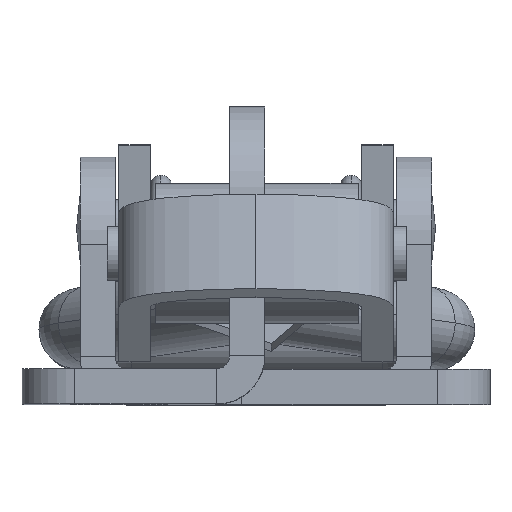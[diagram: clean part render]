
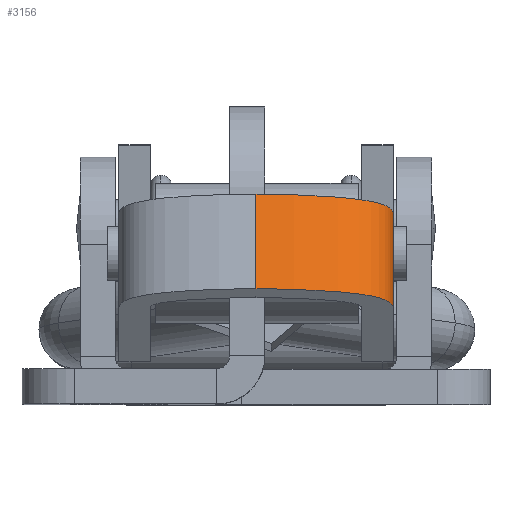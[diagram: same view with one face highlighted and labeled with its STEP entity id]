
A CAD part, top view. The second image highlights one B-rep face of the part: STEP entity #3156.
In plain terms, the highlighted free-form (B-spline) face has degree [3, 1] with [14, 2] control points.
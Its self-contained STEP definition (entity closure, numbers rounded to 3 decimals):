
#17 = EDGE_CURVE ( 'NONE', #2318, #3583, #2444, .T. ) ;
#101 = ORIENTED_EDGE ( 'NONE', *, *, #3569, .F. ) ;
#154 = VERTEX_POINT ( 'NONE', #1251 ) ;
#342 = DIRECTION ( 'NONE',  ( -0.359, 0.933, 0. ) ) ;
#344 = CARTESIAN_POINT ( 'NONE',  ( 45.267, -0.801, -15.6 ) ) ;
#1023 = CARTESIAN_POINT ( 'NONE',  ( 43.256, 4.426, -15.6 ) ) ;
#1028 = CARTESIAN_POINT ( 'NONE',  ( 45.267, -0.801, -15.6 ) ) ;
#1048 = B_SPLINE_SURFACE_WITH_KNOTS ( 'NONE', 3, 1, ( 
 ( #1246, #1804 ),
 ( #1828, #1397 ),
 ( #1389, #1380 ),
 ( #1347, #1391 ),
 ( #1292, #1272 ),
 ( #1267, #1526 ),
 ( #1516, #1503 ),
 ( #1479, #1186 ),
 ( #1165, #1147 ),
 ( #1473, #4278 ),
 ( #3442, #2002 ),
 ( #1117, #1107 ),
 ( #1099, #1080 ),
 ( #1028, #1023 ) ),
 .UNSPECIFIED., .F., .F., .F.,
 ( 4, 1, 1, 1, 1, 1, 1, 1, 1, 1, 1, 4 ),
 ( 2, 2 ),
 ( 0., 0.063, 0.125, 0.25, 0.375, 0.5, 0.625, 0.75, 0.813, 0.875, 0.938, 1. ),
 ( 0., 1. ),
 .UNSPECIFIED. ) ;
#1080 = CARTESIAN_POINT ( 'NONE',  ( 43.56, 4.543, -15.6 ) ) ;
#1099 = CARTESIAN_POINT ( 'NONE',  ( 45.571, -0.684, -15.6 ) ) ;
#1107 = CARTESIAN_POINT ( 'NONE',  ( 44.192, 4.786, -15.467 ) ) ;
#1117 = CARTESIAN_POINT ( 'NONE',  ( 46.202, -0.441, -15.467 ) ) ;
#1147 = CARTESIAN_POINT ( 'NONE',  ( 45.832, 5.416, -13.654 ) ) ;
#1165 = CARTESIAN_POINT ( 'NONE',  ( 47.842, 0.19, -13.654 ) ) ;
#1186 = CARTESIAN_POINT ( 'NONE',  ( 46.183, 5.552, -12.681 ) ) ;
#1246 = CARTESIAN_POINT ( 'NONE',  ( 48.813, 0.563, -7.8 ) ) ;
#1251 = CARTESIAN_POINT ( 'NONE',  ( 48.813, 0.563, -7.8 ) ) ;
#1267 = CARTESIAN_POINT ( 'NONE',  ( 48.646, 0.499, -10.304 ) ) ;
#1272 = CARTESIAN_POINT ( 'NONE',  ( 46.741, 5.766, -9.226 ) ) ;
#1292 = CARTESIAN_POINT ( 'NONE',  ( 48.752, 0.54, -9.226 ) ) ;
#1308 = VERTEX_POINT ( 'NONE', #1312 ) ;
#1312 = CARTESIAN_POINT ( 'NONE',  ( 45.267, -0.801, -15.6 ) ) ;
#1328 = DIRECTION ( 'NONE',  ( -0.359, 0.933, 0. ) ) ;
#1337 = CARTESIAN_POINT ( 'NONE',  ( 46.635, 5.726, -10.304 ) ) ;
#1347 = CARTESIAN_POINT ( 'NONE',  ( 48.795, 0.556, -8.496 ) ) ;
#1380 = CARTESIAN_POINT ( 'NONE',  ( 46.8, 5.789, -8.044 ) ) ;
#1389 = CARTESIAN_POINT ( 'NONE',  ( 48.811, 0.562, -8.044 ) ) ;
#1391 = CARTESIAN_POINT ( 'NONE',  ( 46.785, 5.783, -8.496 ) ) ;
#1397 = CARTESIAN_POINT ( 'NONE',  ( 46.803, 5.79, -7.887 ) ) ;
#1471 = EDGE_CURVE ( 'NONE', #1308, #3583, #4101, .T. ) ;
#1473 = CARTESIAN_POINT ( 'NONE',  ( 47.395, 0.018, -14.42 ) ) ;
#1479 = CARTESIAN_POINT ( 'NONE',  ( 48.193, 0.325, -12.681 ) ) ;
#1503 = CARTESIAN_POINT ( 'NONE',  ( 46.458, 5.658, -11.482 ) ) ;
#1516 = CARTESIAN_POINT ( 'NONE',  ( 48.469, 0.431, -11.482 ) ) ;
#1526 = CARTESIAN_POINT ( 'NONE',  ( 46.635, 5.726, -10.304 ) ) ;
#1577 = VECTOR ( 'NONE', #1328, 1000. ) ;
#1640 = LINE ( 'NONE', #4542, #1577 ) ;
#1804 = CARTESIAN_POINT ( 'NONE',  ( 46.803, 5.79, -7.8 ) ) ;
#1828 = CARTESIAN_POINT ( 'NONE',  ( 48.813, 0.563, -7.887 ) ) ;
#2002 = CARTESIAN_POINT ( 'NONE',  ( 44.905, 5.06, -14.983 ) ) ;
#2196 = ORIENTED_EDGE ( 'NONE', *, *, #17, .F. ) ;
#2318 = VERTEX_POINT ( 'NONE', #4654 ) ;
#2444 = B_SPLINE_CURVE_WITH_KNOTS ( 'NONE', 3,
 ( #3670, #2930, #3547, #3539, #3534, #1337, #3472, #3461, #3362, #3426, #3418, #3367, #3357, #3332 ),
 .UNSPECIFIED., .F., .F.,
 ( 4, 1, 1, 1, 1, 1, 1, 1, 1, 1, 1, 4 ),
 ( 0., 0.063, 0.125, 0.25, 0.375, 0.5, 0.625, 0.75, 0.813, 0.875, 0.938, 1. ),
 .UNSPECIFIED. ) ;
#2456 = VECTOR ( 'NONE', #342, 1000. ) ;
#2809 = EDGE_CURVE ( 'NONE', #154, #1308, #3698, .T. ) ;
#2930 = CARTESIAN_POINT ( 'NONE',  ( 46.803, 5.79, -7.887 ) ) ;
#3156 = ADVANCED_FACE ( 'NONE', ( #3292 ), #1048, .T. ) ;
#3273 = CARTESIAN_POINT ( 'NONE',  ( 45.267, -0.801, -15.6 ) ) ;
#3292 = FACE_OUTER_BOUND ( 'NONE', #4889, .T. ) ;
#3305 = CARTESIAN_POINT ( 'NONE',  ( 45.571, -0.684, -15.6 ) ) ;
#3311 = CARTESIAN_POINT ( 'NONE',  ( 46.202, -0.441, -15.467 ) ) ;
#3329 = CARTESIAN_POINT ( 'NONE',  ( 46.915, -0.167, -14.983 ) ) ;
#3332 = CARTESIAN_POINT ( 'NONE',  ( 43.256, 4.426, -15.6 ) ) ;
#3356 = CARTESIAN_POINT ( 'NONE',  ( 47.395, 0.018, -14.42 ) ) ;
#3357 = CARTESIAN_POINT ( 'NONE',  ( 43.56, 4.543, -15.6 ) ) ;
#3362 = CARTESIAN_POINT ( 'NONE',  ( 45.832, 5.416, -13.654 ) ) ;
#3363 = CARTESIAN_POINT ( 'NONE',  ( 47.842, 0.19, -13.654 ) ) ;
#3365 = CARTESIAN_POINT ( 'NONE',  ( 48.193, 0.325, -12.681 ) ) ;
#3367 = CARTESIAN_POINT ( 'NONE',  ( 44.192, 4.786, -15.467 ) ) ;
#3418 = CARTESIAN_POINT ( 'NONE',  ( 44.905, 5.06, -14.983 ) ) ;
#3426 = CARTESIAN_POINT ( 'NONE',  ( 45.385, 5.245, -14.42 ) ) ;
#3442 = CARTESIAN_POINT ( 'NONE',  ( 46.915, -0.167, -14.983 ) ) ;
#3455 = CARTESIAN_POINT ( 'NONE',  ( 48.469, 0.431, -11.482 ) ) ;
#3461 = CARTESIAN_POINT ( 'NONE',  ( 46.183, 5.552, -12.681 ) ) ;
#3472 = CARTESIAN_POINT ( 'NONE',  ( 46.458, 5.658, -11.482 ) ) ;
#3481 = CARTESIAN_POINT ( 'NONE',  ( 48.646, 0.499, -10.304 ) ) ;
#3491 = CARTESIAN_POINT ( 'NONE',  ( 48.752, 0.54, -9.226 ) ) ;
#3504 = CARTESIAN_POINT ( 'NONE',  ( 48.795, 0.556, -8.496 ) ) ;
#3534 = CARTESIAN_POINT ( 'NONE',  ( 46.741, 5.766, -9.226 ) ) ;
#3539 = CARTESIAN_POINT ( 'NONE',  ( 46.785, 5.783, -8.496 ) ) ;
#3547 = CARTESIAN_POINT ( 'NONE',  ( 46.8, 5.789, -8.044 ) ) ;
#3569 = EDGE_CURVE ( 'NONE', #154, #2318, #1640, .T. ) ;
#3583 = VERTEX_POINT ( 'NONE', #4467 ) ;
#3656 = CARTESIAN_POINT ( 'NONE',  ( 48.811, 0.562, -8.044 ) ) ;
#3670 = CARTESIAN_POINT ( 'NONE',  ( 46.803, 5.79, -7.8 ) ) ;
#3698 = B_SPLINE_CURVE_WITH_KNOTS ( 'NONE', 3,
 ( #3702, #3710, #3656, #3504, #3491, #3481, #3455, #3365, #3363, #3356, #3329, #3311, #3305, #3273 ),
 .UNSPECIFIED., .F., .F.,
 ( 4, 1, 1, 1, 1, 1, 1, 1, 1, 1, 1, 4 ),
 ( 0., 0.063, 0.125, 0.25, 0.375, 0.5, 0.625, 0.75, 0.813, 0.875, 0.938, 1. ),
 .UNSPECIFIED. ) ;
#3702 = CARTESIAN_POINT ( 'NONE',  ( 48.813, 0.563, -7.8 ) ) ;
#3710 = CARTESIAN_POINT ( 'NONE',  ( 48.813, 0.563, -7.887 ) ) ;
#4101 = LINE ( 'NONE', #344, #2456 ) ;
#4278 = CARTESIAN_POINT ( 'NONE',  ( 45.385, 5.245, -14.42 ) ) ;
#4332 = ORIENTED_EDGE ( 'NONE', *, *, #1471, .T. ) ;
#4467 = CARTESIAN_POINT ( 'NONE',  ( 43.256, 4.426, -15.6 ) ) ;
#4542 = CARTESIAN_POINT ( 'NONE',  ( 48.813, 0.563, -7.8 ) ) ;
#4654 = CARTESIAN_POINT ( 'NONE',  ( 46.803, 5.79, -7.8 ) ) ;
#4889 = EDGE_LOOP ( 'NONE', ( #2196, #101, #4955, #4332 ) ) ;
#4955 = ORIENTED_EDGE ( 'NONE', *, *, #2809, .T. ) ;
